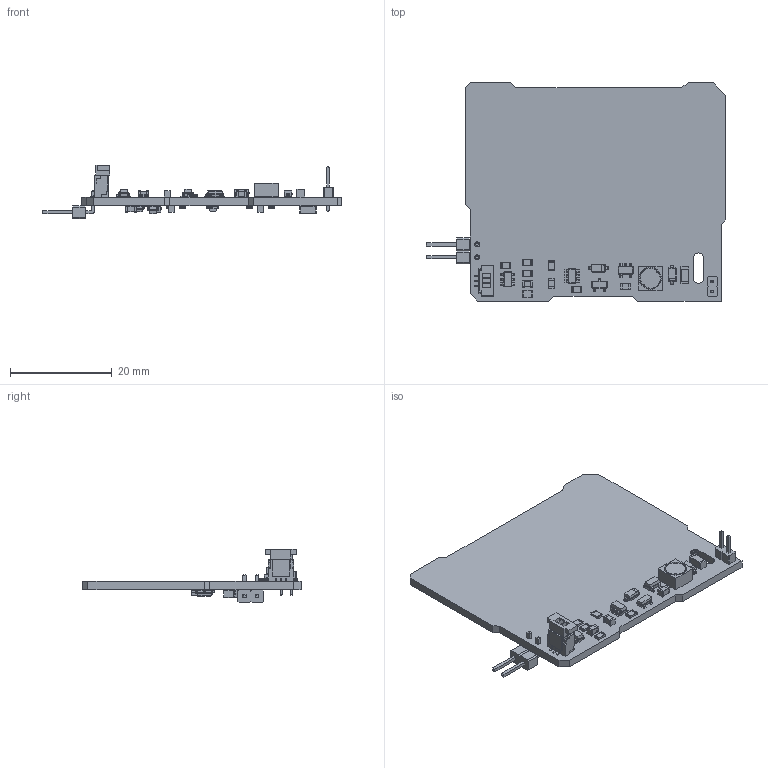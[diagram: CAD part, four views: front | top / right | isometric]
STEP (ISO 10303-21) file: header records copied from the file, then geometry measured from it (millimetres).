
FILE_DESCRIPTION(('KiCad electronic assembly'),'2;1');
FILE_NAME('tiprogbattery.step','2024-01-09T14:22:09',('Pcbnew'),('Kicad' ),'Open CASCADE STEP processor 7.7','KiCad to STEP converter', 'Unknown');
FILE_SCHEMA(('AUTOMOTIVE_DESIGN { 1 0 10303 214 1 1 1 1 }'));
Length unit declared in the file: millimetre
Products named in the file (30): tiprogbattery 1; PinHeader_1x02_P2.00mm_Vertical; SOLID; R_0805_2012Metric; C_0805_2012Metric; SOT-23; SOT-23-6; D_SOD-123; SOT-23-5; SHR-03V-S-B; BM03B-SRSS-TB; COMPOUND; C_1206_3216Metric; srr4028; LED_0805_2012Metric; PinHeader_1x02_P2.54mm_Horizontal; Fuse_1210_3225Metric; tiprogbattery PCB
Assembly tree (49 placements, depth 3):
  tiprogbattery 1
    PinHeader_1x02_P2.00mm_Vertical
      SOLID
    R_0805_2012Metric  x11
      SOLID
    C_0805_2012Metric  x6
      SOLID
    SOT-23  x2
      SOLID
    SOT-23-6  x2
      SOLID
    D_SOD-123  x3
      SOLID
    SOT-23-5  x2
      SOLID
    SHR-03V-S-B
      SOLID
    BM03B-SRSS-TB
      COMPOUND
    C_1206_3216Metric
      SOLID
    srr4028
      SOLID
    LED_0805_2012Metric
      SOLID
    PinHeader_1x02_P2.54mm_Horizontal
      SOLID
    Fuse_1210_3225Metric
      SOLID
    tiprogbattery PCB
Bounding box: 59.06 x 43 x 10.54 mm (x, y, z)
Volume: 3663.8 mm3; surface area: 5652.1 mm2
Topology: 46 solids, 47 shells, 1919 faces, 4862 edges, 3074 vertices
Faces by surface type: plane 1301, cylinder 366, bspline 250, cone 2
Full cylindrical faces by diameter (mm): 0.8 x2, 1 x2
Entity records: 73870 total; most frequent: CARTESIAN_POINT 13663, DIRECTION 9966, LINE 7184, VECTOR 7184, ORIENTED_EDGE 5470, PCURVE 5470, DEFINITIONAL_REPRESENTATION 5470, EDGE_CURVE 2735
